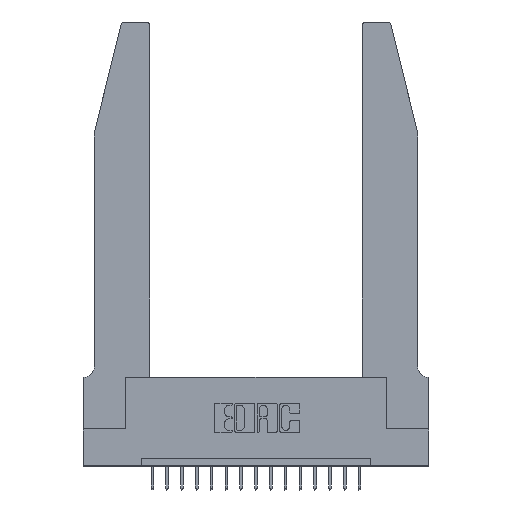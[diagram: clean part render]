
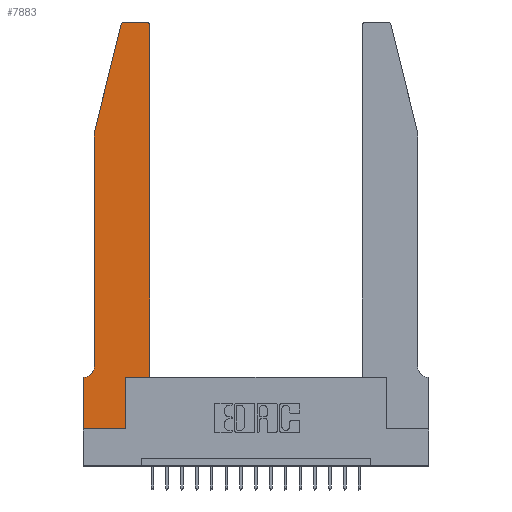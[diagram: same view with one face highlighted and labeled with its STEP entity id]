
A CAD part, top view. The second image highlights one B-rep face of the part: STEP entity #7883.
In plain terms, the highlighted planar face has unit normal (0, 0, 1).
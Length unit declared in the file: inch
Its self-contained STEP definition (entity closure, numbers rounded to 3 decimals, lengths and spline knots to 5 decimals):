
#289 = EDGE_CURVE ( 'NONE', #6391, #9499, #11448, .T. ) ;
#522 = ORIENTED_EDGE ( 'NONE', *, *, #14675, .T. ) ;
#1244 = DIRECTION ( 'NONE',  ( 0., 1., 0. ) ) ;
#1522 = VERTEX_POINT ( 'NONE', #9416 ) ;
#1787 = EDGE_CURVE ( 'NONE', #15894, #1880, #8014, .T. ) ;
#1790 = CARTESIAN_POINT ( 'NONE',  ( 0.0755, 2., 0.37 ) ) ;
#1880 = VERTEX_POINT ( 'NONE', #17808 ) ;
#1980 = DIRECTION ( 'NONE',  ( -0.239, -0.971, 0. ) ) ;
#2020 = VECTOR ( 'NONE', #8298, 39.37008 ) ;
#2117 = CARTESIAN_POINT ( 'NONE',  ( 0.4205, 2.72, 0.37 ) ) ;
#2131 = DIRECTION ( 'NONE',  ( 1., 0., 0. ) ) ;
#2225 = CARTESIAN_POINT ( 'NONE',  ( 0.0055, 0.42, 0.37 ) ) ;
#2253 = ORIENTED_EDGE ( 'NONE', *, *, #289, .T. ) ;
#2266 = CARTESIAN_POINT ( 'NONE',  ( 0.4505, 0.35, 0.37 ) ) ;
#2398 = VERTEX_POINT ( 'NONE', #17758 ) ;
#2669 = CIRCLE ( 'NONE', #15535, 0.03 ) ;
#2975 = DIRECTION ( 'NONE',  ( 0., -1., 0. ) ) ;
#3691 = DIRECTION ( 'NONE',  ( 0., 0., 1. ) ) ;
#3696 = AXIS2_PLACEMENT_3D ( 'NONE', #7168, #17817, #2131 ) ;
#4448 = ORIENTED_EDGE ( 'NONE', *, *, #19010, .T. ) ;
#4779 = VECTOR ( 'NONE', #10714, 39.37008 ) ;
#4975 = EDGE_CURVE ( 'NONE', #6269, #15894, #18132, .T. ) ;
#5107 = EDGE_CURVE ( 'NONE', #2398, #10718, #10277, .T. ) ;
#5284 = ORIENTED_EDGE ( 'NONE', *, *, #19757, .T. ) ;
#5523 = ORIENTED_EDGE ( 'NONE', *, *, #5107, .T. ) ;
#5635 = PLANE ( 'NONE',  #3696 ) ;
#5721 = ORIENTED_EDGE ( 'NONE', *, *, #1787, .T. ) ;
#5861 = CARTESIAN_POINT ( 'NONE',  ( 0.2865, 0., 0.37 ) ) ;
#5933 = AXIS2_PLACEMENT_3D ( 'NONE', #6767, #3691, #17394 ) ;
#5989 = VECTOR ( 'NONE', #12450, 39.37008 ) ;
#6069 = CARTESIAN_POINT ( 'NONE',  ( 0., 0., 0.37 ) ) ;
#6093 = VECTOR ( 'NONE', #14227, 39.37008 ) ;
#6269 = VERTEX_POINT ( 'NONE', #10675 ) ;
#6391 = VERTEX_POINT ( 'NONE', #6069 ) ;
#6445 = CARTESIAN_POINT ( 'NONE',  ( 0.284, 2.75, 0.37 ) ) ;
#6726 = CARTESIAN_POINT ( 'NONE',  ( 0.2865, 0.35, 0.37 ) ) ;
#6767 = CARTESIAN_POINT ( 'NONE',  ( 0.284, 2.72, 0.37 ) ) ;
#6795 = AXIS2_PLACEMENT_3D ( 'NONE', #2225, #18753, #8343 ) ;
#7168 = CARTESIAN_POINT ( 'NONE',  ( 0., 0.35, 0.37 ) ) ;
#7320 = CARTESIAN_POINT ( 'NONE',  ( 0., 0.35, 0.37 ) ) ;
#7672 = ORIENTED_EDGE ( 'NONE', *, *, #15708, .T. ) ;
#7883 = ADVANCED_FACE ( 'NONE', ( #15422 ), #5635, .T. ) ;
#8014 = CIRCLE ( 'NONE', #5933, 0.03 ) ;
#8298 = DIRECTION ( 'NONE',  ( 0., 1., 0. ) ) ;
#8343 = DIRECTION ( 'NONE',  ( -1., 0., 0. ) ) ;
#9362 = CARTESIAN_POINT ( 'NONE',  ( 0.2865, 0.35, 0.37 ) ) ;
#9416 = CARTESIAN_POINT ( 'NONE',  ( 0.0755, 0.42, 0.37 ) ) ;
#9499 = VERTEX_POINT ( 'NONE', #5861 ) ;
#9665 = CARTESIAN_POINT ( 'NONE',  ( 0.0755, 2., 0.37 ) ) ;
#9898 = LINE ( 'NONE', #6726, #2020 ) ;
#10148 = LINE ( 'NONE', #2266, #6093 ) ;
#10277 = LINE ( 'NONE', #10645, #15272 ) ;
#10645 = CARTESIAN_POINT ( 'NONE',  ( 0.0755, 0.35, 0.37 ) ) ;
#10675 = CARTESIAN_POINT ( 'NONE',  ( 0.4205, 2.75, 0.37 ) ) ;
#10714 = DIRECTION ( 'NONE',  ( 1., 0., 0. ) ) ;
#10718 = VERTEX_POINT ( 'NONE', #7320 ) ;
#11231 = LINE ( 'NONE', #1790, #5989 ) ;
#11448 = LINE ( 'NONE', #13727, #4779 ) ;
#11535 = EDGE_CURVE ( 'NONE', #9499, #17946, #9898, .T. ) ;
#11974 = CARTESIAN_POINT ( 'NONE',  ( 0.2605, 2.75, 0.37 ) ) ;
#12084 = VERTEX_POINT ( 'NONE', #15711 ) ;
#12115 = DIRECTION ( 'NONE',  ( -1., 0., 0. ) ) ;
#12450 = DIRECTION ( 'NONE',  ( 0., -1., 0. ) ) ;
#12793 = LINE ( 'NONE', #9665, #18974 ) ;
#12797 = DIRECTION ( 'NONE',  ( 0., 0., 1. ) ) ;
#12930 = VERTEX_POINT ( 'NONE', #14436 ) ;
#13440 = VECTOR ( 'NONE', #2975, 39.37008 ) ;
#13694 = ORIENTED_EDGE ( 'NONE', *, *, #18983, .T. ) ;
#13727 = CARTESIAN_POINT ( 'NONE',  ( 0., 0., 0.37 ) ) ;
#13782 = CIRCLE ( 'NONE', #6795, 0.07 ) ;
#14227 = DIRECTION ( 'NONE',  ( 1., 0., 0. ) ) ;
#14289 = VECTOR ( 'NONE', #1244, 39.37008 ) ;
#14436 = CARTESIAN_POINT ( 'NONE',  ( 0.4505, 0.35, 0.37 ) ) ;
#14675 = EDGE_CURVE ( 'NONE', #10718, #6391, #17449, .T. ) ;
#14975 = CARTESIAN_POINT ( 'NONE',  ( 0.4505, 0.35, 0.37 ) ) ;
#15061 = EDGE_CURVE ( 'NONE', #19083, #6269, #2669, .T. ) ;
#15165 = ORIENTED_EDGE ( 'NONE', *, *, #17792, .T. ) ;
#15272 = VECTOR ( 'NONE', #12115, 39.37008 ) ;
#15422 = FACE_OUTER_BOUND ( 'NONE', #18481, .T. ) ;
#15535 = AXIS2_PLACEMENT_3D ( 'NONE', #2117, #12797, #15958 ) ;
#15708 = EDGE_CURVE ( 'NONE', #12084, #1522, #11231, .T. ) ;
#15711 = CARTESIAN_POINT ( 'NONE',  ( 0.0755, 2., 0.37 ) ) ;
#15746 = CARTESIAN_POINT ( 'NONE',  ( 0.4505, 2.72, 0.37 ) ) ;
#15894 = VERTEX_POINT ( 'NONE', #6445 ) ;
#15958 = DIRECTION ( 'NONE',  ( 1., 0., 0. ) ) ;
#16198 = VECTOR ( 'NONE', #19556, 39.37008 ) ;
#16294 = ORIENTED_EDGE ( 'NONE', *, *, #11535, .T. ) ;
#17394 = DIRECTION ( 'NONE',  ( 1., 0., 0. ) ) ;
#17449 = LINE ( 'NONE', #17587, #13440 ) ;
#17587 = CARTESIAN_POINT ( 'NONE',  ( 0., 0., 0.37 ) ) ;
#17758 = CARTESIAN_POINT ( 'NONE',  ( 0.0055, 0.35, 0.37 ) ) ;
#17792 = EDGE_CURVE ( 'NONE', #12930, #19083, #18554, .T. ) ;
#17808 = CARTESIAN_POINT ( 'NONE',  ( 0.25487, 2.72718, 0.37 ) ) ;
#17817 = DIRECTION ( 'NONE',  ( 0., 0., 1. ) ) ;
#17946 = VERTEX_POINT ( 'NONE', #9362 ) ;
#18125 = ORIENTED_EDGE ( 'NONE', *, *, #15061, .T. ) ;
#18132 = LINE ( 'NONE', #11974, #16198 ) ;
#18481 = EDGE_LOOP ( 'NONE', ( #19712, #5721, #13694, #7672, #4448, #5523, #522, #2253, #16294, #5284, #15165, #18125 ) ) ;
#18554 = LINE ( 'NONE', #14975, #14289 ) ;
#18753 = DIRECTION ( 'NONE',  ( 0., 0., -1. ) ) ;
#18974 = VECTOR ( 'NONE', #1980, 39.37008 ) ;
#18983 = EDGE_CURVE ( 'NONE', #1880, #12084, #12793, .T. ) ;
#19010 = EDGE_CURVE ( 'NONE', #1522, #2398, #13782, .T. ) ;
#19083 = VERTEX_POINT ( 'NONE', #15746 ) ;
#19556 = DIRECTION ( 'NONE',  ( -1., 0., 0. ) ) ;
#19712 = ORIENTED_EDGE ( 'NONE', *, *, #4975, .T. ) ;
#19757 = EDGE_CURVE ( 'NONE', #17946, #12930, #10148, .T. ) ;
